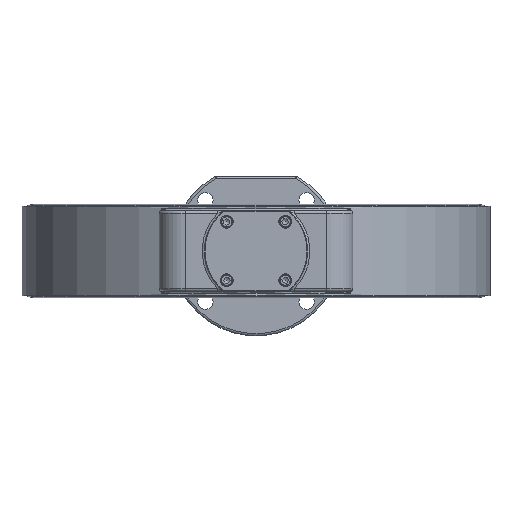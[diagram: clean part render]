
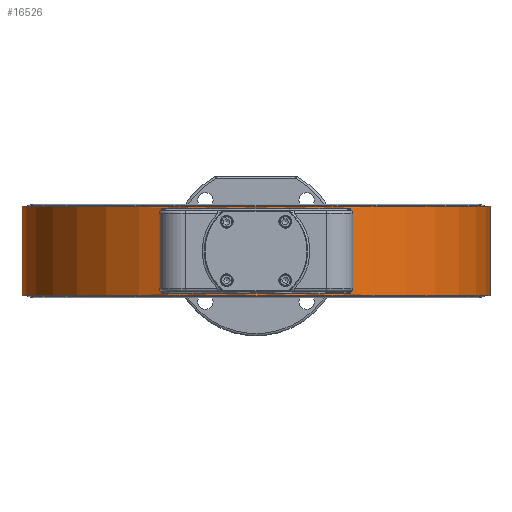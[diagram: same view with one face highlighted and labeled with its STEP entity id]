
A CAD part, front view. The second image highlights one B-rep face of the part: STEP entity #16526.
In plain terms, the highlighted cylindrical face has radius 204 mm (diameter 408 mm), a full revolution.
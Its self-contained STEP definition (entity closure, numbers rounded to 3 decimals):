
#1373=CARTESIAN_POINT('',(82.554,-186.55,-37.0));
#1374=VERTEX_POINT('',#1373);
#1388=CARTESIAN_POINT('',(82.554,-186.55,37.0));
#1389=VERTEX_POINT('',#1388);
#1390=CARTESIAN_POINT('',(82.554,-186.55,37.0));
#1391=DIRECTION('',(0.0,0.0,-1.0));
#1392=VECTOR('',#1391,74.0);
#1393=LINE('',#1390,#1392);
#1394=EDGE_CURVE('',#1389,#1374,#1393,.T.);
#11529=CARTESIAN_POINT('',(-82.554,-186.55,37.0));
#11530=VERTEX_POINT('',#11529);
#11542=CARTESIAN_POINT('',(-82.554,-186.55,-37.0));
#11543=VERTEX_POINT('',#11542);
#11544=CARTESIAN_POINT('',(-82.554,-186.55,-37.0));
#11545=DIRECTION('',(0.0,0.0,1.0));
#11546=VECTOR('',#11545,74.0);
#11547=LINE('',#11544,#11546);
#11548=EDGE_CURVE('',#11543,#11530,#11547,.T.);
#12336=CARTESIAN_POINT('',(0.0,0.0,-37.0));
#12337=DIRECTION('',(0.0,0.0,1.0));
#12338=DIRECTION('',(0.0,-1.0,0.0));
#12339=AXIS2_PLACEMENT_3D('',#12336,#12337,#12338);
#12340=CIRCLE('',#12339,204.);
#12341=EDGE_CURVE('',#11543,#1374,#12340,.T.);
#12574=CARTESIAN_POINT('',(0.0,0.0,37.0));
#12575=DIRECTION('',(0.0,0.0,-1.0));
#12576=DIRECTION('',(0.0,-1.0,0.0));
#12577=AXIS2_PLACEMENT_3D('',#12574,#12575,#12576);
#12578=CIRCLE('',#12577,204.);
#12579=EDGE_CURVE('',#1389,#11530,#12578,.T.);
#13799=CARTESIAN_POINT('',(82.554,186.55,33.0));
#13800=VERTEX_POINT('',#13799);
#13810=CARTESIAN_POINT('',(82.554,186.55,-33.0));
#13811=VERTEX_POINT('',#13810);
#13812=CARTESIAN_POINT('',(82.554,186.55,33.0));
#13813=DIRECTION('',(0.0,0.0,-1.0));
#13814=VECTOR('',#13813,66.0);
#13815=LINE('',#13812,#13814);
#13816=EDGE_CURVE('',#13800,#13811,#13815,.T.);
#14089=CARTESIAN_POINT('',(-82.554,186.55,33.0));
#14090=VERTEX_POINT('',#14089);
#14410=CARTESIAN_POINT('',(-82.554,186.55,-33.0));
#14411=VERTEX_POINT('',#14410);
#14421=CARTESIAN_POINT('',(-82.554,186.55,-33.0));
#14422=DIRECTION('',(0.0,0.0,1.0));
#14423=VECTOR('',#14422,66.0);
#14424=LINE('',#14421,#14423);
#14425=EDGE_CURVE('',#14411,#14090,#14424,.T.);
#15260=CARTESIAN_POINT('',(-74.534,189.897,37.0));
#15261=VERTEX_POINT('',#15260);
#15270=CARTESIAN_POINT('',(-82.554,186.55,33.0));
#15271=CARTESIAN_POINT('',(-82.551,186.551,33.002));
#15272=CARTESIAN_POINT('',(-82.547,186.553,33.005));
#15273=CARTESIAN_POINT('',(-82.067,186.766,33.388));
#15274=CARTESIAN_POINT('',(-81.102,187.188,34.154));
#15275=CARTESIAN_POINT('',(-79.601,187.831,35.234));
#15276=CARTESIAN_POINT('',(-78.027,188.491,36.149));
#15277=CARTESIAN_POINT('',(-76.339,189.181,36.814));
#15278=CARTESIAN_POINT('',(-75.133,189.661,37.0));
#15279=CARTESIAN_POINT('',(-74.534,189.897,37.0));
#15280=B_SPLINE_CURVE_WITH_KNOTS('',3,(#15270,#15271,#15272,#15273,#15274,#15275,#15276,#15277,#15278,#15279),.UNSPECIFIED.,.F.,.U.,(4,2,1,1,1,1,4),(-0.977,-0.976,-0.78,-0.585,-0.39,-0.195,0.0),.UNSPECIFIED.);
#15281=EDGE_CURVE('',#14090,#15261,#15280,.T.);
#15347=CARTESIAN_POINT('',(74.534,189.897,37.0));
#15348=VERTEX_POINT('',#15347);
#15349=CARTESIAN_POINT('',(74.534,189.897,37.0));
#15350=CARTESIAN_POINT('',(75.133,189.661,37.));
#15351=CARTESIAN_POINT('',(76.339,189.181,36.814));
#15352=CARTESIAN_POINT('',(77.746,188.606,36.26));
#15353=CARTESIAN_POINT('',(78.813,188.162,35.692));
#15354=CARTESIAN_POINT('',(79.722,187.778,35.133));
#15355=CARTESIAN_POINT('',(80.477,187.456,34.604));
#15356=CARTESIAN_POINT('',(81.464,187.03,33.867));
#15357=CARTESIAN_POINT('',(82.067,186.765,33.388));
#15358=CARTESIAN_POINT('',(82.547,186.553,33.005));
#15359=CARTESIAN_POINT('',(82.551,186.551,33.002));
#15360=CARTESIAN_POINT('',(82.554,186.55,33.0));
#15361=B_SPLINE_CURVE_WITH_KNOTS('',3,(#15349,#15350,#15351,#15352,#15353,#15354,#15355,#15356,#15357,#15358,#15359,#15360),.UNSPECIFIED.,.F.,.U.,(4,1,1,1,1,1,1,2,4),(-0.976,-0.78,-0.585,-0.488,-0.39,-0.244,-0.195,0.0,0.001),.UNSPECIFIED.);
#15362=EDGE_CURVE('',#15348,#13800,#15361,.T.);
#15383=CARTESIAN_POINT('',(0.0,0.0,37.0));
#15384=DIRECTION('',(0.0,0.0,-1.0));
#15385=DIRECTION('',(0.0,1.0,0.0));
#15386=AXIS2_PLACEMENT_3D('',#15383,#15384,#15385);
#15387=CIRCLE('',#15386,204.);
#15388=EDGE_CURVE('',#15261,#15348,#15387,.T.);
#15549=CARTESIAN_POINT('',(74.534,189.897,-37.0));
#15550=VERTEX_POINT('',#15549);
#15559=CARTESIAN_POINT('',(82.554,186.55,-33.0));
#15560=CARTESIAN_POINT('',(82.551,186.551,-33.002));
#15561=CARTESIAN_POINT('',(82.547,186.553,-33.005));
#15562=CARTESIAN_POINT('',(82.067,186.766,-33.388));
#15563=CARTESIAN_POINT('',(81.102,187.188,-34.154));
#15564=CARTESIAN_POINT('',(79.601,187.831,-35.234));
#15565=CARTESIAN_POINT('',(78.027,188.491,-36.149));
#15566=CARTESIAN_POINT('',(76.339,189.181,-36.814));
#15567=CARTESIAN_POINT('',(75.133,189.661,-37.0));
#15568=CARTESIAN_POINT('',(74.534,189.897,-37.0));
#15569=B_SPLINE_CURVE_WITH_KNOTS('',3,(#15559,#15560,#15561,#15562,#15563,#15564,#15565,#15566,#15567,#15568),.UNSPECIFIED.,.F.,.U.,(4,2,1,1,1,1,4),(-0.977,-0.976,-0.78,-0.585,-0.39,-0.195,0.),.UNSPECIFIED.);
#15570=EDGE_CURVE('',#13811,#15550,#15569,.T.);
#15636=CARTESIAN_POINT('',(-74.534,189.897,-37.0));
#15637=VERTEX_POINT('',#15636);
#15638=CARTESIAN_POINT('',(-74.534,189.897,-37.0));
#15639=CARTESIAN_POINT('',(-75.133,189.661,-37.0));
#15640=CARTESIAN_POINT('',(-76.339,189.181,-36.814));
#15641=CARTESIAN_POINT('',(-77.746,188.606,-36.26));
#15642=CARTESIAN_POINT('',(-78.813,188.162,-35.692));
#15643=CARTESIAN_POINT('',(-79.722,187.778,-35.133));
#15644=CARTESIAN_POINT('',(-80.477,187.456,-34.604));
#15645=CARTESIAN_POINT('',(-81.464,187.03,-33.867));
#15646=CARTESIAN_POINT('',(-82.067,186.765,-33.388));
#15647=CARTESIAN_POINT('',(-82.547,186.553,-33.005));
#15648=CARTESIAN_POINT('',(-82.551,186.551,-33.002));
#15649=CARTESIAN_POINT('',(-82.554,186.55,-33.0));
#15650=B_SPLINE_CURVE_WITH_KNOTS('',3,(#15638,#15639,#15640,#15641,#15642,#15643,#15644,#15645,#15646,#15647,#15648,#15649),.UNSPECIFIED.,.F.,.U.,(4,1,1,1,1,1,1,2,4),(-0.976,-0.78,-0.585,-0.488,-0.39,-0.244,-0.195,0.0,0.001),.UNSPECIFIED.);
#15651=EDGE_CURVE('',#15637,#14411,#15650,.T.);
#15672=CARTESIAN_POINT('',(0.0,0.0,-37.0));
#15673=DIRECTION('',(0.0,0.0,1.0));
#15674=DIRECTION('',(0.0,1.0,0.0));
#15675=AXIS2_PLACEMENT_3D('',#15672,#15673,#15674);
#15676=CIRCLE('',#15675,204.);
#15677=EDGE_CURVE('',#15550,#15637,#15676,.T.);
#16483=CARTESIAN_POINT('',(0.0,0.0,0.0));
#16484=DIRECTION('',(0.0,0.0,1.0));
#16485=DIRECTION('',(-1.0,0.0,0.0));
#16486=AXIS2_PLACEMENT_3D('',#16483,#16484,#16485);
#16487=CYLINDRICAL_SURFACE('',#16486,204.);
#16488=ORIENTED_EDGE('',*,*,#15570,.F.);
#16489=ORIENTED_EDGE('',*,*,#13816,.F.);
#16490=ORIENTED_EDGE('',*,*,#15362,.F.);
#16491=ORIENTED_EDGE('',*,*,#15388,.F.);
#16492=ORIENTED_EDGE('',*,*,#15281,.F.);
#16493=ORIENTED_EDGE('',*,*,#14425,.F.);
#16494=ORIENTED_EDGE('',*,*,#15651,.F.);
#16495=ORIENTED_EDGE('',*,*,#15677,.F.);
#16496=EDGE_LOOP('',(#16488,#16489,#16490,#16491,#16492,#16493,#16494,#16495));
#16497=FACE_OUTER_BOUND('',#16496,.T.);
#16498=ORIENTED_EDGE('',*,*,#1394,.T.);
#16499=ORIENTED_EDGE('',*,*,#12341,.F.);
#16500=ORIENTED_EDGE('',*,*,#11548,.T.);
#16501=ORIENTED_EDGE('',*,*,#12579,.F.);
#16502=EDGE_LOOP('',(#16498,#16499,#16500,#16501));
#16503=FACE_BOUND('',#16502,.T.);
#16504=CARTESIAN_POINT('',(204.,0.,-39.));
#16505=VERTEX_POINT('',#16504);
#16506=CARTESIAN_POINT('',(0.0,0.0,-39.));
#16507=DIRECTION('',(0.0,0.0,1.0));
#16508=DIRECTION('',(-1.0,0.0,0.0));
#16509=AXIS2_PLACEMENT_3D('',#16506,#16507,#16508);
#16510=CIRCLE('',#16509,204.);
#16511=EDGE_CURVE('',#16505,#16505,#16510,.T.);
#16512=ORIENTED_EDGE('',*,*,#16511,.T.);
#16513=EDGE_LOOP('',(#16512));
#16514=FACE_BOUND('',#16513,.T.);
#16515=CARTESIAN_POINT('',(204.,0.,39.));
#16516=VERTEX_POINT('',#16515);
#16517=CARTESIAN_POINT('',(0.0,0.0,39.));
#16518=DIRECTION('',(0.0,0.0,-1.0));
#16519=DIRECTION('',(-1.0,0.0,0.0));
#16520=AXIS2_PLACEMENT_3D('',#16517,#16518,#16519);
#16521=CIRCLE('',#16520,204.);
#16522=EDGE_CURVE('',#16516,#16516,#16521,.T.);
#16523=ORIENTED_EDGE('',*,*,#16522,.T.);
#16524=EDGE_LOOP('',(#16523));
#16525=FACE_BOUND('',#16524,.T.);
#16526=ADVANCED_FACE('',(#16497,#16503,#16514,#16525),#16487,.T.);
